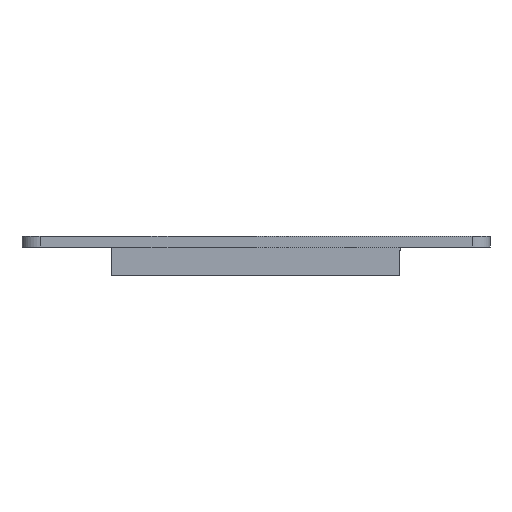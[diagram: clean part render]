
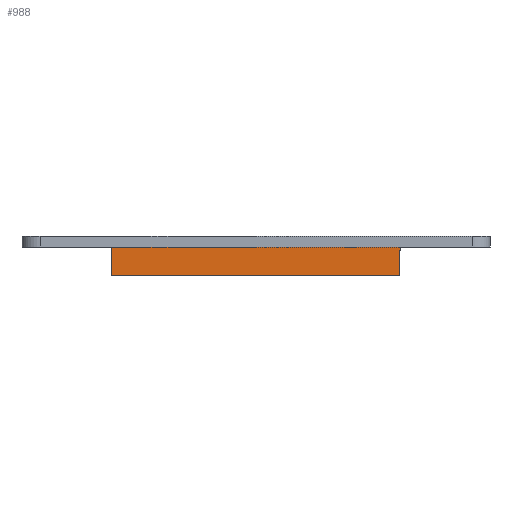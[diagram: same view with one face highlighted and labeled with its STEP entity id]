
A CAD part, front view. The second image highlights one B-rep face of the part: STEP entity #988.
In plain terms, the highlighted planar face has unit normal (0, -1, 0).
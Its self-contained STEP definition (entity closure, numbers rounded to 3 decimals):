
#12 = VERTEX_POINT ( 'NONE', #602 ) ;
#15 = VECTOR ( 'NONE', #1232, 1000. ) ;
#49 = DIRECTION ( 'NONE',  ( -1., 0., 0. ) ) ;
#54 = CARTESIAN_POINT ( 'NONE',  ( 87.878, -225.134, 0. ) ) ;
#56 = VERTEX_POINT ( 'NONE', #183 ) ;
#140 = ORIENTED_EDGE ( 'NONE', *, *, #1928, .T. ) ;
#167 = DIRECTION ( 'NONE',  ( 0., 0., -1. ) ) ;
#181 = DIRECTION ( 'NONE',  ( 0., 1., 0. ) ) ;
#183 = CARTESIAN_POINT ( 'NONE',  ( 88.878, -225.134, 0. ) ) ;
#200 = ORIENTED_EDGE ( 'NONE', *, *, #1708, .T. ) ;
#254 = EDGE_CURVE ( 'NONE', #1007, #1319, #1773, .T. ) ;
#316 = CARTESIAN_POINT ( 'NONE',  ( 7.878, -225.134, -8. ) ) ;
#334 = VECTOR ( 'NONE', #1541, 1000. ) ;
#418 = DIRECTION ( 'NONE',  ( 0., 1., 0. ) ) ;
#460 = LINE ( 'NONE', #1206, #15 ) ;
#489 = LINE ( 'NONE', #1635, #2000 ) ;
#502 = DIRECTION ( 'NONE',  ( 0., 0., -1. ) ) ;
#516 = VERTEX_POINT ( 'NONE', #2089 ) ;
#519 = VECTOR ( 'NONE', #1345, 1000. ) ;
#581 = CARTESIAN_POINT ( 'NONE',  ( 6.878, -225.134, 0. ) ) ;
#588 = LINE ( 'NONE', #778, #334 ) ;
#602 = CARTESIAN_POINT ( 'NONE',  ( 87.878, -225.134, -1. ) ) ;
#639 = EDGE_CURVE ( 'NONE', #1319, #516, #1911, .T. ) ;
#675 = CARTESIAN_POINT ( 'NONE',  ( 0., -225.134, 0. ) ) ;
#727 = FACE_OUTER_BOUND ( 'NONE', #1472, .T. ) ;
#734 = CARTESIAN_POINT ( 'NONE',  ( 88.878, -225.134, -1. ) ) ;
#778 = CARTESIAN_POINT ( 'NONE',  ( 87.878, -225.134, 3. ) ) ;
#789 = CARTESIAN_POINT ( 'NONE',  ( 7.878, -225.134, 3. ) ) ;
#795 = CARTESIAN_POINT ( 'NONE',  ( 7.878, -225.134, -1. ) ) ;
#889 = DIRECTION ( 'NONE',  ( 1., 0., 0. ) ) ;
#906 = DIRECTION ( 'NONE',  ( 0., 1., 0. ) ) ;
#910 = ORIENTED_EDGE ( 'NONE', *, *, #974, .F. ) ;
#971 = CARTESIAN_POINT ( 'NONE',  ( 7.878, -225.134, 3. ) ) ;
#974 = EDGE_CURVE ( 'NONE', #1108, #56, #1696, .T. ) ;
#988 = ADVANCED_FACE ( 'NONE', ( #727 ), #2098, .F. ) ;
#990 = VECTOR ( 'NONE', #889, 1000. ) ;
#991 = DIRECTION ( 'NONE',  ( -1., 0., 0. ) ) ;
#1007 = VERTEX_POINT ( 'NONE', #2162 ) ;
#1025 = EDGE_CURVE ( 'NONE', #2336, #2097, #1793, .T. ) ;
#1077 = VERTEX_POINT ( 'NONE', #581 ) ;
#1108 = VERTEX_POINT ( 'NONE', #54 ) ;
#1120 = VERTEX_POINT ( 'NONE', #795 ) ;
#1190 = CARTESIAN_POINT ( 'NONE',  ( 87.878, -225.134, -8. ) ) ;
#1206 = CARTESIAN_POINT ( 'NONE',  ( 87.878, -225.134, 3. ) ) ;
#1232 = DIRECTION ( 'NONE',  ( 0., 0., 1. ) ) ;
#1257 = LINE ( 'NONE', #675, #990 ) ;
#1267 = AXIS2_PLACEMENT_3D ( 'NONE', #734, #181, #1510 ) ;
#1285 = CARTESIAN_POINT ( 'NONE',  ( 0., -225.134, 0. ) ) ;
#1298 = AXIS2_PLACEMENT_3D ( 'NONE', #2164, #418, #1995 ) ;
#1319 = VERTEX_POINT ( 'NONE', #971 ) ;
#1321 = EDGE_CURVE ( 'NONE', #1108, #1007, #588, .T. ) ;
#1333 = ORIENTED_EDGE ( 'NONE', *, *, #2376, .T. ) ;
#1345 = DIRECTION ( 'NONE',  ( 1., 0., 0. ) ) ;
#1466 = CIRCLE ( 'NONE', #1298, 1. ) ;
#1472 = EDGE_LOOP ( 'NONE', ( #2165, #1641, #2114, #1333, #2009, #140, #200, #910, #2501, #1706 ) ) ;
#1510 = DIRECTION ( 'NONE',  ( -1., 0., 0. ) ) ;
#1525 = CARTESIAN_POINT ( 'NONE',  ( 7.878, -225.134, 0. ) ) ;
#1541 = DIRECTION ( 'NONE',  ( 0., 0., 1. ) ) ;
#1544 = CARTESIAN_POINT ( 'NONE',  ( 7.878, -225.134, -8. ) ) ;
#1605 = EDGE_CURVE ( 'NONE', #1077, #516, #1257, .T. ) ;
#1635 = CARTESIAN_POINT ( 'NONE',  ( 7.878, -225.134, 0. ) ) ;
#1641 = ORIENTED_EDGE ( 'NONE', *, *, #1605, .F. ) ;
#1696 = LINE ( 'NONE', #1879, #519 ) ;
#1706 = ORIENTED_EDGE ( 'NONE', *, *, #254, .T. ) ;
#1708 = EDGE_CURVE ( 'NONE', #12, #56, #2369, .T. ) ;
#1773 = LINE ( 'NONE', #789, #2185 ) ;
#1793 = LINE ( 'NONE', #1544, #1990 ) ;
#1879 = CARTESIAN_POINT ( 'NONE',  ( 0., -225.134, 0. ) ) ;
#1911 = LINE ( 'NONE', #1525, #2477 ) ;
#1928 = EDGE_CURVE ( 'NONE', #2336, #12, #460, .T. ) ;
#1990 = VECTOR ( 'NONE', #991, 1000. ) ;
#1995 = DIRECTION ( 'NONE',  ( -1., 0., 0. ) ) ;
#2000 = VECTOR ( 'NONE', #502, 1000. ) ;
#2009 = ORIENTED_EDGE ( 'NONE', *, *, #1025, .F. ) ;
#2067 = DIRECTION ( 'NONE',  ( -1., 0., 0. ) ) ;
#2089 = CARTESIAN_POINT ( 'NONE',  ( 7.878, -225.134, 0. ) ) ;
#2097 = VERTEX_POINT ( 'NONE', #316 ) ;
#2098 = PLANE ( 'NONE',  #2311 ) ;
#2114 = ORIENTED_EDGE ( 'NONE', *, *, #2268, .T. ) ;
#2162 = CARTESIAN_POINT ( 'NONE',  ( 87.878, -225.134, 3. ) ) ;
#2164 = CARTESIAN_POINT ( 'NONE',  ( 6.878, -225.134, -1. ) ) ;
#2165 = ORIENTED_EDGE ( 'NONE', *, *, #639, .T. ) ;
#2185 = VECTOR ( 'NONE', #49, 1000. ) ;
#2268 = EDGE_CURVE ( 'NONE', #1077, #1120, #1466, .T. ) ;
#2311 = AXIS2_PLACEMENT_3D ( 'NONE', #1285, #906, #2067 ) ;
#2336 = VERTEX_POINT ( 'NONE', #1190 ) ;
#2369 = CIRCLE ( 'NONE', #1267, 1. ) ;
#2376 = EDGE_CURVE ( 'NONE', #1120, #2097, #489, .T. ) ;
#2477 = VECTOR ( 'NONE', #167, 1000. ) ;
#2501 = ORIENTED_EDGE ( 'NONE', *, *, #1321, .T. ) ;
